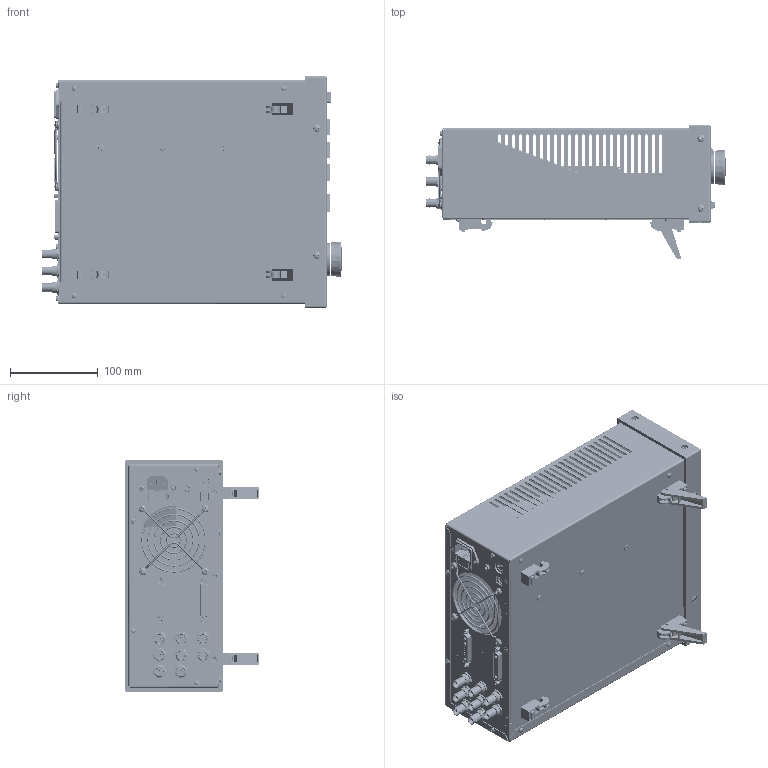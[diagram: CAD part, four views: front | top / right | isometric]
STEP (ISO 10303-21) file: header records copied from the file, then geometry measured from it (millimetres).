
FILE_DESCRIPTION (( 'STEP AP203' ), '1' );
FILE_NAME ('16405-E0W.STEP', '2009-11-26T14:23:16', ( ' ' ), ( ' ' ), 'SwSTEP 2.0', 'SolidWorks 2009', '' );
FILE_SCHEMA (( 'CONFIG_CONTROL_DESIGN' ));
Products named in the file (1): 16405-E0W
Bounding box: 343.22 x 153.33 x 264.6 mm (x, y, z)
Surface area: 821654.9 mm2 (no closed solid volume)
Topology: 0 solids, 591 shells, 2987 faces, 21259 edges, 18758 vertices
Faces by surface type: plane 1698, cylinder 825, cone 137, torus 132, bspline 129, sphere 66
Entity records: 262682 total; most frequent: CARTESIAN_POINT 112778, DIRECTION 27499, ORIENTED_EDGE 25629, EDGE_CURVE 21255, VERTEX_POINT 18758, VECTOR 12439, LINE 12439, AXIS2_PLACEMENT_3D 7530
